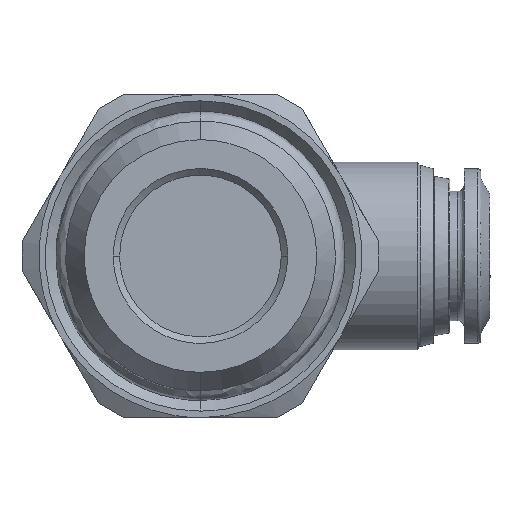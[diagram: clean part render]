
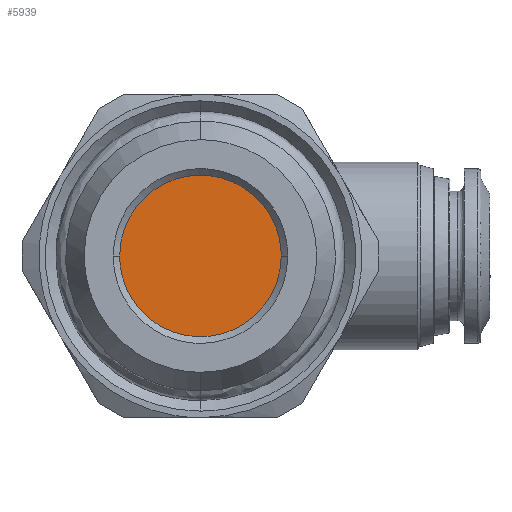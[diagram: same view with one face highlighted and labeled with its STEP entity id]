
A CAD part, front view. The second image highlights one B-rep face of the part: STEP entity #5939.
In plain terms, the highlighted free-form (B-spline) face has degree [1, 1] with [2, 2] control points.
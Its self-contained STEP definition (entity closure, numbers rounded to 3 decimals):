
#173 = CARTESIAN_POINT ( 'NONE',  ( -6.25, -17.273, -12.5 ) ) ;
#299 = B_SPLINE_SURFACE_WITH_KNOTS ( 'NONE', 1, 1, ( 
 ( #1495, #5564 ),
 ( #369, #3242 ) ),
 .UNSPECIFIED., .F., .F., .F.,
 ( 2, 2 ),
 ( 2, 2 ),
 ( 0., 1. ),
 ( 0., 1. ),
 .UNSPECIFIED. ) ;
#369 = CARTESIAN_POINT ( 'NONE',  ( -6.325, -17.273, -6.325 ) ) ;
#407 = CARTESIAN_POINT ( 'NONE',  ( -6.25, -17.273, 3.661 ) ) ;
#1377 = VERTEX_POINT ( 'NONE', #3492 ) ;
#1495 = CARTESIAN_POINT ( 'NONE',  ( 6.325, -17.273, -6.325 ) ) ;
#1593 = FACE_OUTER_BOUND ( 'NONE', #2271, .T. ) ;
#2108 = CARTESIAN_POINT ( 'NONE',  ( -6.25, -17.273, 0. ) ) ;
#2173 = CARTESIAN_POINT ( 'NONE',  ( 6.25, -17.273, 0. ) ) ;
#2271 = EDGE_LOOP ( 'NONE', ( #4315, #2618 ) ) ;
#2618 = ORIENTED_EDGE ( 'NONE', *, *, #6726, .F. ) ;
#2825 = CARTESIAN_POINT ( 'NONE',  ( 6.25, -17.273, 3.661 ) ) ;
#3242 = CARTESIAN_POINT ( 'NONE',  ( -6.325, -17.273, 6.325 ) ) ;
#3265 = EDGE_CURVE ( 'NONE', #4712, #1377, #5625, .T. ) ;
#3492 = CARTESIAN_POINT ( 'NONE',  ( -6.25, -17.273, 0. ) ) ;
#4315 = ORIENTED_EDGE ( 'NONE', *, *, #3265, .F. ) ;
#4435 = CARTESIAN_POINT ( 'NONE',  ( -3.661, -17.273, 6.25 ) ) ;
#4460 = CARTESIAN_POINT ( 'NONE',  ( -6.25, -17.273, 0. ) ) ;
#4489 = CARTESIAN_POINT ( 'NONE',  ( 0., -17.273, 6.25 ) ) ;
#4507 = CARTESIAN_POINT ( 'NONE',  ( 6.25, -17.273, 0. ) ) ;
#4712 = VERTEX_POINT ( 'NONE', #2173 ) ;
#5120 = CARTESIAN_POINT ( 'NONE',  ( 3.661, -17.273, 6.25 ) ) ;
#5564 = CARTESIAN_POINT ( 'NONE',  ( 6.325, -17.273, 6.325 ) ) ;
#5625 =( BOUNDED_CURVE ( )  B_SPLINE_CURVE ( 3, ( #6495, #7080, #173, #2108 ),
 .UNSPECIFIED., .F., .F. ) 
 B_SPLINE_CURVE_WITH_KNOTS ( ( 4, 4 ),
 ( -3.142, 0. ),
 .UNSPECIFIED. ) 
 CURVE ( )  GEOMETRIC_REPRESENTATION_ITEM ( )  RATIONAL_B_SPLINE_CURVE ( ( 1., 0.333, 0.333, 1. ) ) 
 REPRESENTATION_ITEM ( '' )  );
#5939 = ADVANCED_FACE ( 'NONE', ( #1593 ), #299, .F. ) ;
#6451 =( BOUNDED_CURVE ( )  B_SPLINE_CURVE ( 3, ( #4460, #407, #4435, #4489, #5120, #2825, #4507 ),
 .UNSPECIFIED., .F., .T. ) 
 B_SPLINE_CURVE_WITH_KNOTS ( ( 4, 3, 4 ),
 ( -3.142, -1.571, 0. ),
 .UNSPECIFIED. ) 
 CURVE ( )  GEOMETRIC_REPRESENTATION_ITEM ( )  RATIONAL_B_SPLINE_CURVE ( ( 1., 0.805, 0.805, 1., 0.805, 0.805, 1. ) ) 
 REPRESENTATION_ITEM ( '' )  );
#6495 = CARTESIAN_POINT ( 'NONE',  ( 6.25, -17.273, 0. ) ) ;
#6726 = EDGE_CURVE ( 'NONE', #1377, #4712, #6451, .T. ) ;
#7080 = CARTESIAN_POINT ( 'NONE',  ( 6.25, -17.273, -12.5 ) ) ;
